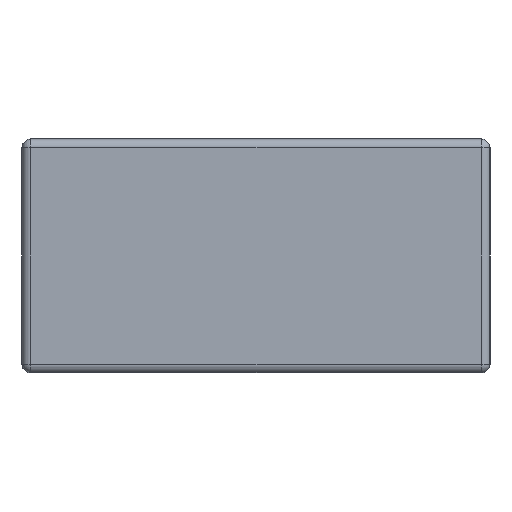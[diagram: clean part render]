
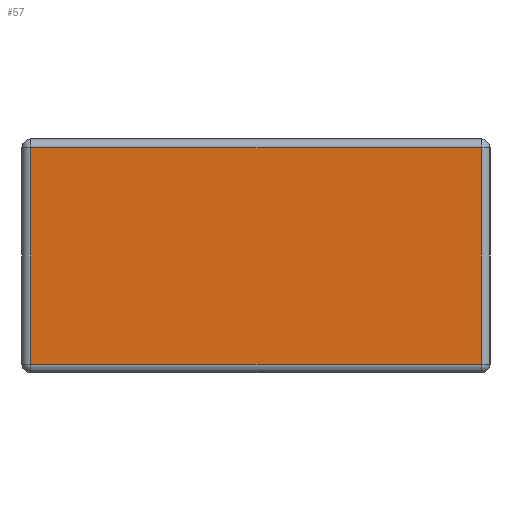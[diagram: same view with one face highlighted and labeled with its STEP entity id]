
A CAD part, left-side view. The second image highlights one B-rep face of the part: STEP entity #57.
In plain terms, the highlighted planar face has unit normal (-1, 0, 0).
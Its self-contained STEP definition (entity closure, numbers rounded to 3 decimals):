
#57 = ADVANCED_FACE ( 'NONE', ( #857 ), #1026, .T. ) ;
#59 = LINE ( 'NONE', #811, #92 ) ;
#92 = VECTOR ( 'NONE', #208, 1000. ) ;
#106 = EDGE_LOOP ( 'NONE', ( #512, #441, #752, #1095 ) ) ;
#111 = VERTEX_POINT ( 'NONE', #782 ) ;
#146 = VECTOR ( 'NONE', #455, 1000. ) ;
#189 = EDGE_CURVE ( 'NONE', #111, #915, #942, .T. ) ;
#208 = DIRECTION ( 'NONE',  ( 0., 0., 1. ) ) ;
#216 = CARTESIAN_POINT ( 'NONE',  ( -0.75, 0.385, 0.015 ) ) ;
#256 = CARTESIAN_POINT ( 'NONE',  ( -0.75, -0.385, 0.015 ) ) ;
#297 = CARTESIAN_POINT ( 'NONE',  ( -0.75, -0.4, 0.015 ) ) ;
#314 = AXIS2_PLACEMENT_3D ( 'NONE', #727, #1022, #992 ) ;
#424 = VERTEX_POINT ( 'NONE', #256 ) ;
#438 = CARTESIAN_POINT ( 'NONE',  ( -0.75, 0.385, 0.4 ) ) ;
#441 = ORIENTED_EDGE ( 'NONE', *, *, #844, .T. ) ;
#445 = VECTOR ( 'NONE', #826, 1000. ) ;
#455 = DIRECTION ( 'NONE',  ( 0., 0., -1. ) ) ;
#463 = VERTEX_POINT ( 'NONE', #927 ) ;
#512 = ORIENTED_EDGE ( 'NONE', *, *, #601, .T. ) ;
#558 = DIRECTION ( 'NONE',  ( 0., 1., 0. ) ) ;
#559 = CARTESIAN_POINT ( 'NONE',  ( -0.75, 0.4, 0.385 ) ) ;
#601 = EDGE_CURVE ( 'NONE', #915, #424, #1090, .T. ) ;
#624 = LINE ( 'NONE', #559, #711 ) ;
#711 = VECTOR ( 'NONE', #558, 1000. ) ;
#727 = CARTESIAN_POINT ( 'NONE',  ( -0.75, -0.4, 0.4 ) ) ;
#752 = ORIENTED_EDGE ( 'NONE', *, *, #1089, .T. ) ;
#782 = CARTESIAN_POINT ( 'NONE',  ( -0.75, 0.385, 0.385 ) ) ;
#811 = CARTESIAN_POINT ( 'NONE',  ( -0.75, -0.385, 0.4 ) ) ;
#826 = DIRECTION ( 'NONE',  ( 0., -1., 0. ) ) ;
#844 = EDGE_CURVE ( 'NONE', #424, #463, #59, .T. ) ;
#857 = FACE_OUTER_BOUND ( 'NONE', #106, .T. ) ;
#915 = VERTEX_POINT ( 'NONE', #216 ) ;
#927 = CARTESIAN_POINT ( 'NONE',  ( -0.75, -0.385, 0.385 ) ) ;
#942 = LINE ( 'NONE', #438, #146 ) ;
#992 = DIRECTION ( 'NONE',  ( 0., 0., 1. ) ) ;
#1022 = DIRECTION ( 'NONE',  ( -1., 0., 0. ) ) ;
#1026 = PLANE ( 'NONE',  #314 ) ;
#1089 = EDGE_CURVE ( 'NONE', #463, #111, #624, .T. ) ;
#1090 = LINE ( 'NONE', #297, #445 ) ;
#1095 = ORIENTED_EDGE ( 'NONE', *, *, #189, .T. ) ;
